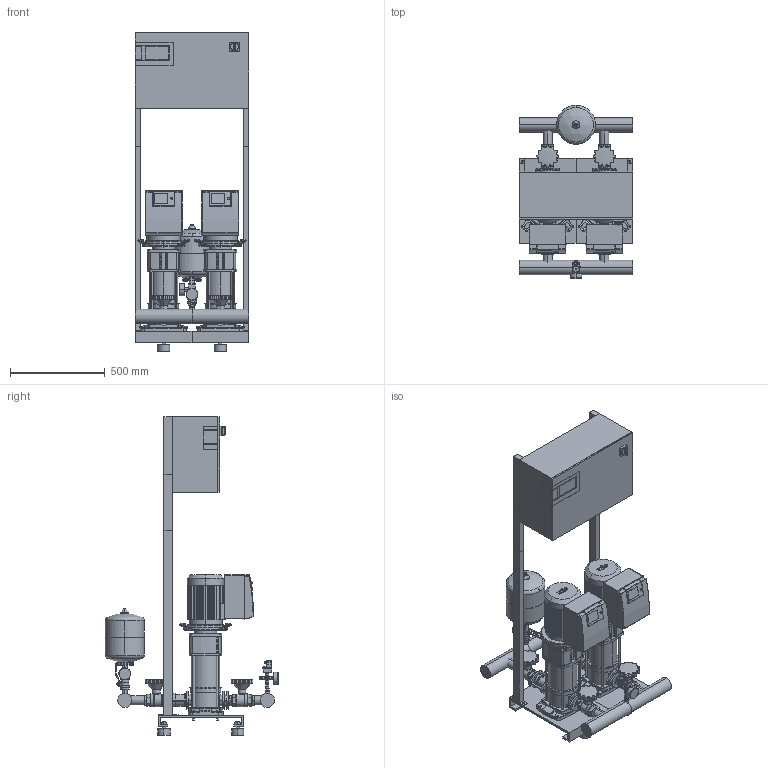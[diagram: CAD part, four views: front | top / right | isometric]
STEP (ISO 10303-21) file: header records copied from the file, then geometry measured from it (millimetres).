
FILE_DESCRIPTION((''),'2;1');
FILE_NAME('3d_COR-2HELIXVE1003_K_CCE-01-2539320.stp','2015-10-02T14:55:13',(''),(''),'Mechanical Desktop 2009','Mechanical Desktop 2009',', , ');
FILE_SCHEMA(('CONFIG_CONTROL_DESIGN'));
Length unit declared in the file: millimetre
Products named in the file (1): Product
Bounding box: 600 x 917 x 1685 mm (x, y, z)
Volume: 135647722.4 mm3; surface area: 6722967.5 mm2
Topology: 134 solids, 134 shells, 3427 faces, 8671 edges, 5632 vertices
Faces by surface type: bspline 1142, plane 1134, cylinder 910, cone 125, torus 88, sphere 28
Entity records: 115418 total; most frequent: CARTESIAN_POINT 34628, ORIENTED_EDGE 17258, DIRECTION 15758, EDGE_CURVE 8629, VERTEX_POINT 5625, AXIS2_PLACEMENT_3D 5319, VECTOR 5120, LINE 5120
